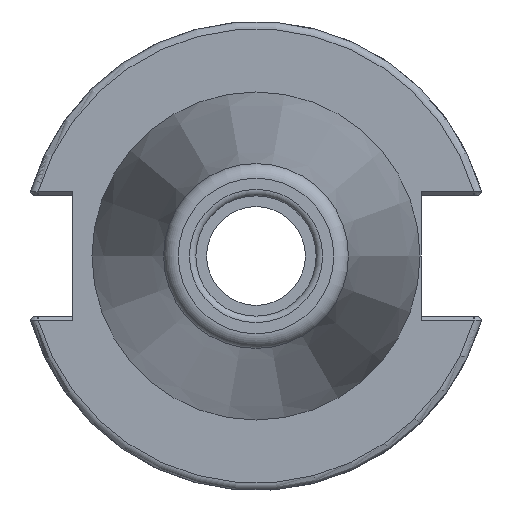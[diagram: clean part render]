
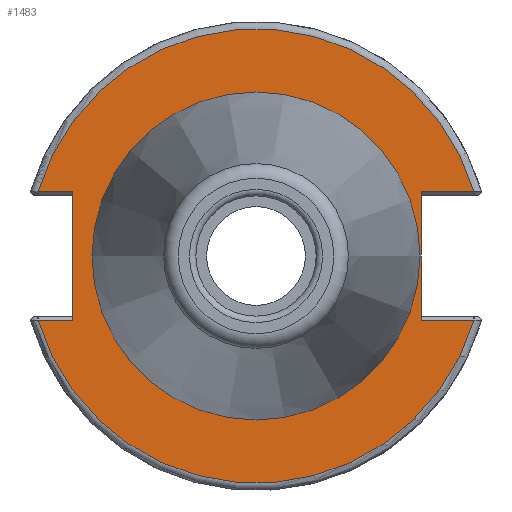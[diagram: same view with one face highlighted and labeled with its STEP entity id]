
A CAD part, left-side view. The second image highlights one B-rep face of the part: STEP entity #1483.
In plain terms, the highlighted planar face has unit normal (-1, 0, 0).
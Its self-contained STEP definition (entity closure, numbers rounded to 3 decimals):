
#65=FACE_BOUND('',#380,.T.);
#79=PLANE('',#1600);
#121=LINE('',#2405,#208);
#133=LINE('',#2550,#220);
#135=LINE('',#2610,#222);
#136=LINE('',#2614,#223);
#137=LINE('',#2616,#224);
#138=LINE('',#2617,#225);
#208=VECTOR('',#1787,10.);
#220=VECTOR('',#1811,10.);
#222=VECTOR('',#1829,10.);
#223=VECTOR('',#1832,10.);
#224=VECTOR('',#1833,10.);
#225=VECTOR('',#1834,10.);
#296=FACE_OUTER_BOUND('',#379,.T.);
#379=EDGE_LOOP('',(#1103,#1104,#1105,#1106,#1107,#1108,#1109,#1110));
#380=EDGE_LOOP('',(#1111,#1112));
#464=CIRCLE('',#1599,30.775);
#465=CIRCLE('',#1601,30.775);
#466=CIRCLE('',#1602,22.225);
#467=CIRCLE('',#1603,22.225);
#626=VERTEX_POINT('',#2402);
#627=VERTEX_POINT('',#2404);
#643=VERTEX_POINT('',#2548);
#648=VERTEX_POINT('',#2588);
#650=VERTEX_POINT('',#2609);
#651=VERTEX_POINT('',#2611);
#652=VERTEX_POINT('',#2613);
#653=VERTEX_POINT('',#2615);
#654=VERTEX_POINT('',#2618);
#655=VERTEX_POINT('',#2619);
#796=EDGE_CURVE('',#627,#626,#121,.T.);
#818=EDGE_CURVE('',#627,#643,#133,.T.);
#826=EDGE_CURVE('',#643,#648,#464,.T.);
#829=EDGE_CURVE('',#650,#626,#135,.T.);
#830=EDGE_CURVE('',#651,#650,#465,.T.);
#831=EDGE_CURVE('',#652,#651,#136,.T.);
#832=EDGE_CURVE('',#652,#653,#137,.T.);
#833=EDGE_CURVE('',#648,#653,#138,.T.);
#834=EDGE_CURVE('',#654,#655,#466,.T.);
#835=EDGE_CURVE('',#655,#654,#467,.T.);
#1103=ORIENTED_EDGE('',*,*,#818,.F.);
#1104=ORIENTED_EDGE('',*,*,#796,.T.);
#1105=ORIENTED_EDGE('',*,*,#829,.F.);
#1106=ORIENTED_EDGE('',*,*,#830,.F.);
#1107=ORIENTED_EDGE('',*,*,#831,.F.);
#1108=ORIENTED_EDGE('',*,*,#832,.T.);
#1109=ORIENTED_EDGE('',*,*,#833,.F.);
#1110=ORIENTED_EDGE('',*,*,#826,.F.);
#1111=ORIENTED_EDGE('',*,*,#834,.T.);
#1112=ORIENTED_EDGE('',*,*,#835,.T.);
#1483=ADVANCED_FACE('',(#296,#65),#79,.T.);
#1599=AXIS2_PLACEMENT_3D('',#2589,#1825,#1826);
#1600=AXIS2_PLACEMENT_3D('',#2608,#1827,#1828);
#1601=AXIS2_PLACEMENT_3D('',#2612,#1830,#1831);
#1602=AXIS2_PLACEMENT_3D('',#2620,#1835,#1836);
#1603=AXIS2_PLACEMENT_3D('',#2621,#1837,#1838);
#1787=DIRECTION('',(0.,0.,1.));
#1811=DIRECTION('',(0.,-1.,0.));
#1825=DIRECTION('center_axis',(1.,0.,0.));
#1826=DIRECTION('ref_axis',(0.,0.,-1.));
#1827=DIRECTION('center_axis',(-1.,0.,0.));
#1828=DIRECTION('ref_axis',(0.,0.,1.));
#1829=DIRECTION('',(0.,1.,0.));
#1830=DIRECTION('center_axis',(1.,0.,0.));
#1831=DIRECTION('ref_axis',(0.,0.,-1.));
#1832=DIRECTION('',(0.,1.,0.));
#1833=DIRECTION('',(0.,0.,-1.));
#1834=DIRECTION('',(0.,-1.,0.));
#1835=DIRECTION('center_axis',(1.,0.,0.));
#1836=DIRECTION('ref_axis',(0.,0.,-1.));
#1837=DIRECTION('center_axis',(1.,0.,0.));
#1838=DIRECTION('ref_axis',(0.,0.,-1.));
#2402=CARTESIAN_POINT('',(3.175,-22.41,8.69));
#2404=CARTESIAN_POINT('',(3.175,-22.41,-8.69));
#2405=CARTESIAN_POINT('',(3.175,-22.41,-4.095));
#2548=CARTESIAN_POINT('',(3.175,-29.523,-8.69));
#2550=CARTESIAN_POINT('',(3.175,-4.878,-8.69));
#2588=CARTESIAN_POINT('',(3.175,29.523,-8.69));
#2589=CARTESIAN_POINT('Origin',(3.175,0.,
0.));
#2608=CARTESIAN_POINT('Origin',(3.175,30.775,0.));
#2609=CARTESIAN_POINT('',(3.175,-29.523,8.69));
#2610=CARTESIAN_POINT('',(3.175,4.182,8.69));
#2611=CARTESIAN_POINT('',(3.175,29.523,8.69));
#2612=CARTESIAN_POINT('Origin',(3.175,0.,
0.));
#2613=CARTESIAN_POINT('',(3.175,24.8,8.69));
#2614=CARTESIAN_POINT('',(3.175,32.958,8.69));
#2615=CARTESIAN_POINT('',(3.175,24.8,-8.69));
#2616=CARTESIAN_POINT('',(3.175,24.8,4.095));
#2617=CARTESIAN_POINT('',(3.175,27.788,-8.69));
#2618=CARTESIAN_POINT('',(3.175,22.225,0.));
#2619=CARTESIAN_POINT('',(3.175,-22.225,0.));
#2620=CARTESIAN_POINT('Origin',(3.175,0.,
0.));
#2621=CARTESIAN_POINT('Origin',(3.175,0.,
0.));
